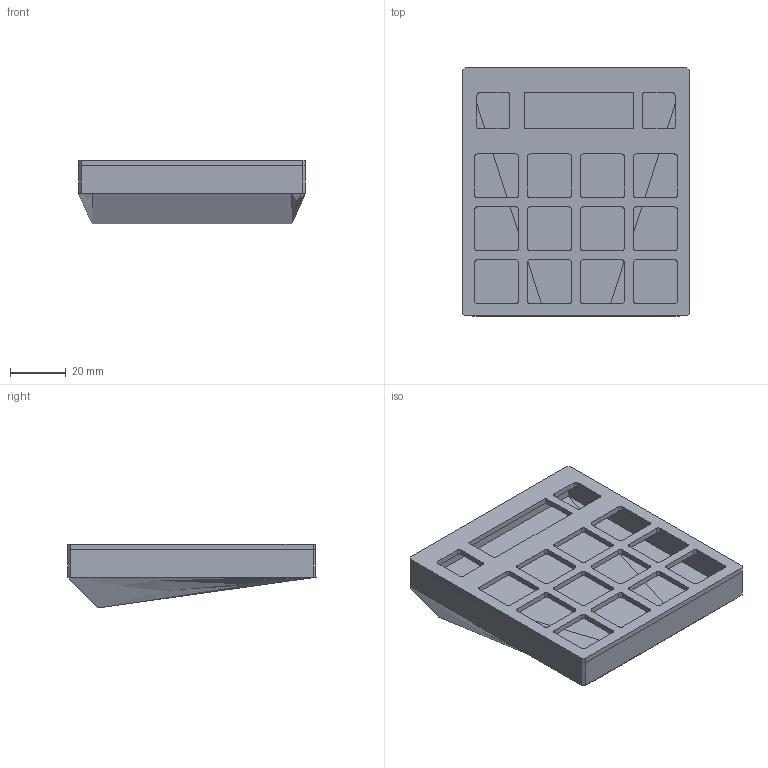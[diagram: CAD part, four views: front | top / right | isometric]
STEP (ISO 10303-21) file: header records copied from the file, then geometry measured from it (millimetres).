
FILE_DESCRIPTION(/* description */ (''),/* implementation_level */ '2;1');
FILE_NAME(/* name */ 'Macro Pad Case v3.step',/* time_stamp */ '2024-08-23T02:01:05-04:00',/* author */ (''),/* organization */ (''),/* preprocessor_version */ 'ST-DEVELOPER v20',/* originating_system */ 'Autodesk Translation Framework v13.14.0.145',/* authorisation */ '');
FILE_SCHEMA (('AUTOMOTIVE_DESIGN { 1 0 10303 214 3 1 1 }'));
Length unit declared in the file: millimetre
Products named in the file (1): Macro Pad Case
Bounding box: 81.74 x 89.52 x 23.04 mm (x, y, z)
Volume: 49984.1 mm3; surface area: 31785.7 mm2
Topology: 2 solids, 2 shells, 153 faces, 442 edges, 294 vertices
Faces by surface type: plane 89, cylinder 56, bspline 8
Entity records: 5281 total; most frequent: CARTESIAN_POINT 1114, ORIENTED_EDGE 884, DIRECTION 830, EDGE_CURVE 442, LINE 314, VECTOR 314, VERTEX_POINT 294, AXIS2_PLACEMENT_3D 258
